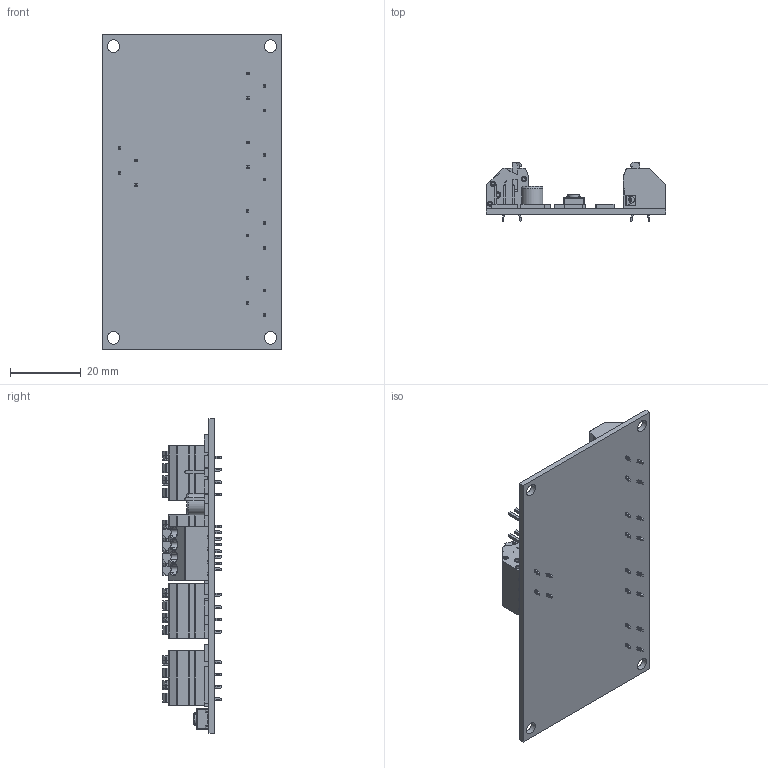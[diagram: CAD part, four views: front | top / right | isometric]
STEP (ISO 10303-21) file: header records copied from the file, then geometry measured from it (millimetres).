
FILE_DESCRIPTION(/* description */ (''),/* implementation_level */ '2;1');
FILE_NAME(/* name */ 'LightDrive_R1.stp',/* time_stamp */ '2019-01-28T20:47:45-08:00',/* author */ ('Mike'),/* organization */ (''),/* preprocessor_version */ 'ST-DEVELOPER v16.5',/* originating_system */ 'Autodesk Inventor 2017',/* authorisation */ '');
FILE_SCHEMA (('AUTOMOTIVE_DESIGN { 1 0 10303 214 3 1 1 }'));
Length unit declared in the file: inch
Products named in the file (5): LightDrive_R0; PCB; Phoenix_19852181985218_03; Phoenix_1985218ptsa_1.5_4-3.5-z; CK_97m01645fp
Assembly tree (8 placements, depth 3):
  LightDrive_R0
    PCB
    Phoenix_19852181985218_03  x5
      Phoenix_1985218ptsa_1.5_4-3.5-z
    CK_97m01645fp
Bounding box: 50.8 x 16.6 x 88.9 mm (x, y, z)
Volume: 17044.5 mm3; surface area: 17105.7 mm2
Topology: 7 solids, 7 shells, 2308 faces, 6149 edges, 4005 vertices
Faces by surface type: plane 1678, cylinder 489, cone 135, bspline 4, torus 2
Full cylindrical faces by diameter (mm): 0.457 x5, 0.7 x4, 1 x20, 1.04 x20, 1.14 x20, 1.38 x5, 1.47 x5, 3 x20, 3.5 x1, 3.556 x4, 5.994 x1
Entity records: 22657 total; most frequent: CARTESIAN_POINT 4837, ORIENTED_EDGE 3508, DIRECTION 3481, EDGE_CURVE 1754, LINE 1403, VECTOR 1403, VERTEX_POINT 1165, AXIS2_PLACEMENT_3D 1039
